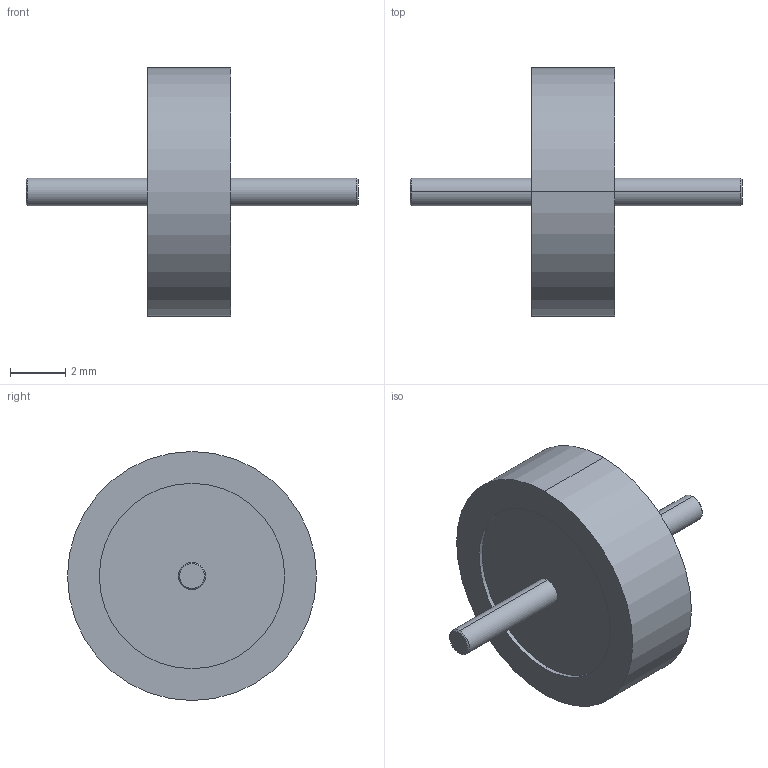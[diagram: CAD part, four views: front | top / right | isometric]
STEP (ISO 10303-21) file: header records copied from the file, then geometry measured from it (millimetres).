
FILE_DESCRIPTION (( 'STEP AP214' ), '1' );
FILE_NAME ('埱昉.434511.024 捘 (-00).STEP', '2023-05-02T08:43:59', ( '' ), ( '' ), 'SwSTEP 2.0', 'SolidWorks 2018', '' );
FILE_SCHEMA (( 'AUTOMOTIVE_DESIGN' ));
Length unit declared in the file: millimetre
Products named in the file (2): 櫻蠉錪5^埱昉.434511.024 捘; 埱昉.434511.024 捘 (-00)
Assembly tree (1 placements, depth 2):
  埱昉.434511.024 捘 (-00)
    櫻蠉錪5^埱昉.434511.024 捘
Bounding box: 12 x 9 x 9 mm (x, y, z)
Volume: 187.6 mm3; surface area: 247.4 mm2
Topology: 1 solids, 1 shells, 20 faces, 38 edges, 24 vertices
Faces by surface type: cylinder 10, plane 6, cone 4
Entity records: 580 total; most frequent: DIRECTION 110, CARTESIAN_POINT 86, ORIENTED_EDGE 76, AXIS2_PLACEMENT_3D 48, EDGE_CURVE 38, CIRCLE 24, EDGE_LOOP 24, VERTEX_POINT 24
